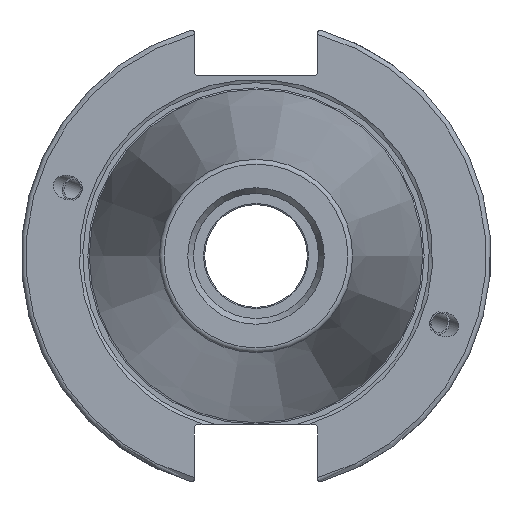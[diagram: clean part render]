
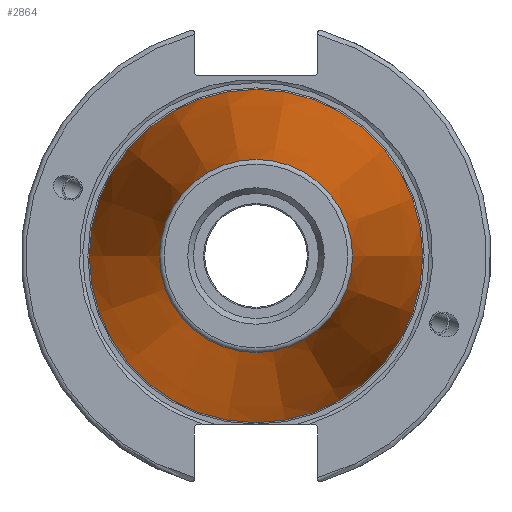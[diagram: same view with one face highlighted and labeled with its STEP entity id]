
A CAD part, left-side view. The second image highlights one B-rep face of the part: STEP entity #2864.
In plain terms, the highlighted conical face has half-angle 8.297 degrees and reference radius 27.517 mm.
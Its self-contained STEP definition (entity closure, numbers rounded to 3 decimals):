
#279=LINE('',#5085,#428);
#428=VECTOR('',#3726,27.517);
#511=CONICAL_SURFACE('',#3172,27.517,0.145);
#689=FACE_OUTER_BOUND('',#870,.T.);
#870=EDGE_LOOP('',(#2236,#2237,#2238,#2239,#2240));
#1055=CIRCLE('',#3166,20.233);
#1056=CIRCLE('',#3167,20.233);
#1060=CIRCLE('',#3173,34.925);
#1294=VERTEX_POINT('',#5072);
#1295=VERTEX_POINT('',#5073);
#1298=VERTEX_POINT('',#5083);
#1645=EDGE_CURVE('',#1294,#1295,#1055,.T.);
#1646=EDGE_CURVE('',#1295,#1294,#1056,.T.);
#1650=EDGE_CURVE('',#1298,#1298,#1060,.T.);
#1651=EDGE_CURVE('',#1298,#1295,#279,.T.);
#2236=ORIENTED_EDGE('',*,*,#1650,.F.);
#2237=ORIENTED_EDGE('',*,*,#1651,.T.);
#2238=ORIENTED_EDGE('',*,*,#1645,.F.);
#2239=ORIENTED_EDGE('',*,*,#1646,.F.);
#2240=ORIENTED_EDGE('',*,*,#1651,.F.);
#2864=ADVANCED_FACE('',(#689),#511,.T.);
#3166=AXIS2_PLACEMENT_3D('',#5074,#3710,#3711);
#3167=AXIS2_PLACEMENT_3D('',#5075,#3712,#3713);
#3172=AXIS2_PLACEMENT_3D('',#5082,#3722,#3723);
#3173=AXIS2_PLACEMENT_3D('',#5084,#3724,#3725);
#3710=DIRECTION('center_axis',(-1.,0.,0.));
#3711=DIRECTION('ref_axis',(0.,-1.,0.));
#3712=DIRECTION('center_axis',(-1.,0.,0.));
#3713=DIRECTION('ref_axis',(0.,-1.,0.));
#3722=DIRECTION('center_axis',(1.,0.,0.));
#3723=DIRECTION('ref_axis',(0.,1.,0.));
#3724=DIRECTION('center_axis',(1.,0.,0.));
#3725=DIRECTION('ref_axis',(0.,0.,-1.));
#3726=DIRECTION('',(-0.99,0.144,0.));
#5072=CARTESIAN_POINT('',(-100.744,0.,20.233));
#5073=CARTESIAN_POINT('',(-100.744,-20.233,0.));
#5074=CARTESIAN_POINT('Origin',(-100.744,0.,0.));
#5075=CARTESIAN_POINT('Origin',(-100.744,0.,0.));
#5082=CARTESIAN_POINT('Origin',(-50.8,0.,0.));
#5083=CARTESIAN_POINT('',(0.,-34.925,0.));
#5084=CARTESIAN_POINT('Origin',(0.,0.,0.));
#5085=CARTESIAN_POINT('',(-50.8,-27.517,0.));
